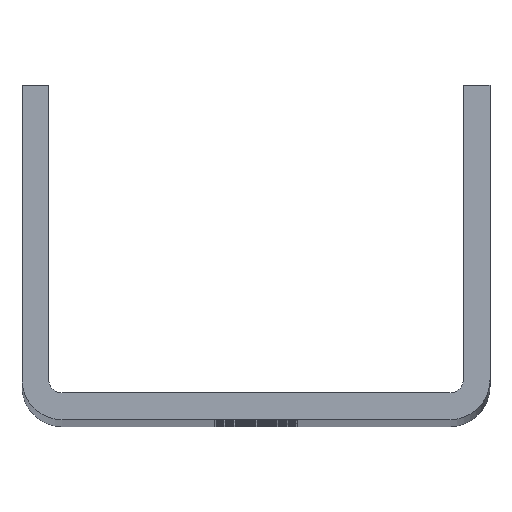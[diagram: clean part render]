
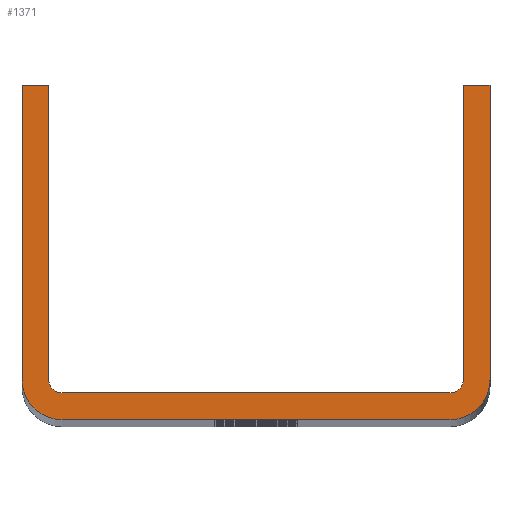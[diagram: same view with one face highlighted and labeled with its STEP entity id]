
A CAD part, top view. The second image highlights one B-rep face of the part: STEP entity #1371.
In plain terms, the highlighted planar face has unit normal (0, 0, 1).
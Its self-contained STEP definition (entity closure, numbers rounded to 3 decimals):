
#259 = EDGE_CURVE ( 'NONE', #6658, #6622, #4900, .T. ) ;
#281 = AXIS2_PLACEMENT_3D ( 'NONE', #4579, #6213, #2025 ) ;
#303 = ORIENTED_EDGE ( 'NONE', *, *, #4478, .F. ) ;
#402 = CARTESIAN_POINT ( 'NONE',  ( 31., 50., 600. ) ) ;
#550 = CARTESIAN_POINT ( 'NONE',  ( -29., 6., 600. ) ) ;
#568 = LINE ( 'NONE', #5355, #812 ) ;
#574 = ORIENTED_EDGE ( 'NONE', *, *, #5065, .F. ) ;
#617 = AXIS2_PLACEMENT_3D ( 'NONE', #1438, #3552, #3042 ) ;
#650 = ORIENTED_EDGE ( 'NONE', *, *, #259, .T. ) ;
#676 = EDGE_CURVE ( 'NONE', #3943, #4749, #4048, .T. ) ;
#812 = VECTOR ( 'NONE', #4810, 1000. ) ;
#906 = AXIS2_PLACEMENT_3D ( 'NONE', #550, #3194, #6316 ) ;
#1028 = DIRECTION ( 'NONE',  ( 1., 0., 0. ) ) ;
#1034 = CARTESIAN_POINT ( 'NONE',  ( -29., 4., 600. ) ) ;
#1120 = VERTEX_POINT ( 'NONE', #4770 ) ;
#1242 = CIRCLE ( 'NONE', #906, 2. ) ;
#1260 = ORIENTED_EDGE ( 'NONE', *, *, #4062, .T. ) ;
#1371 = ADVANCED_FACE ( 'NONE', ( #2093 ), #4127, .T. ) ;
#1420 = DIRECTION ( 'NONE',  ( 0., -1., 0. ) ) ;
#1438 = CARTESIAN_POINT ( 'NONE',  ( -29., 6., 600. ) ) ;
#1506 = DIRECTION ( 'NONE',  ( 1., 0., 0. ) ) ;
#1566 = LINE ( 'NONE', #4239, #3504 ) ;
#1597 = DIRECTION ( 'NONE',  ( 0., 1., 0. ) ) ;
#1806 = ORIENTED_EDGE ( 'NONE', *, *, #1853, .T. ) ;
#1853 = EDGE_CURVE ( 'NONE', #6134, #6658, #4771, .T. ) ;
#1876 = ORIENTED_EDGE ( 'NONE', *, *, #676, .F. ) ;
#1919 = CARTESIAN_POINT ( 'NONE',  ( 29., 0., 600. ) ) ;
#1929 = CARTESIAN_POINT ( 'NONE',  ( -35., 6., 600. ) ) ;
#2025 = DIRECTION ( 'NONE',  ( 1., 0., 0. ) ) ;
#2093 = FACE_OUTER_BOUND ( 'NONE', #5631, .T. ) ;
#2205 = EDGE_CURVE ( 'NONE', #1120, #3943, #1566, .T. ) ;
#2272 = CARTESIAN_POINT ( 'NONE',  ( -29., 0., 600. ) ) ;
#2451 = ORIENTED_EDGE ( 'NONE', *, *, #4242, .F. ) ;
#2455 = CIRCLE ( 'NONE', #6261, 6. ) ;
#2608 = CARTESIAN_POINT ( 'NONE',  ( -29., 4., 600. ) ) ;
#2683 = DIRECTION ( 'NONE',  ( 1., 0., 0. ) ) ;
#2954 = CIRCLE ( 'NONE', #5786, 2. ) ;
#3035 = VERTEX_POINT ( 'NONE', #1034 ) ;
#3042 = DIRECTION ( 'NONE',  ( 1., 0., 0. ) ) ;
#3134 = LINE ( 'NONE', #6226, #4959 ) ;
#3155 = CARTESIAN_POINT ( 'NONE',  ( -29., 0., 600. ) ) ;
#3194 = DIRECTION ( 'NONE',  ( 0., 0., 1. ) ) ;
#3328 = VECTOR ( 'NONE', #6680, 1000. ) ;
#3367 = CARTESIAN_POINT ( 'NONE',  ( -31., 6., 600. ) ) ;
#3389 = EDGE_CURVE ( 'NONE', #6475, #6134, #4442, .T. ) ;
#3447 = VERTEX_POINT ( 'NONE', #3497 ) ;
#3496 = DIRECTION ( 'NONE',  ( 1., 0., 0. ) ) ;
#3497 = CARTESIAN_POINT ( 'NONE',  ( 29., 4., 600. ) ) ;
#3504 = VECTOR ( 'NONE', #1597, 1000. ) ;
#3552 = DIRECTION ( 'NONE',  ( 0., 0., 1. ) ) ;
#3624 = LINE ( 'NONE', #5704, #5890 ) ;
#3632 = VECTOR ( 'NONE', #1420, 1000. ) ;
#3699 = EDGE_CURVE ( 'NONE', #5658, #3035, #1242, .T. ) ;
#3778 = CARTESIAN_POINT ( 'NONE',  ( 35., 6., 600. ) ) ;
#3943 = VERTEX_POINT ( 'NONE', #402 ) ;
#4048 = LINE ( 'NONE', #4609, #3328 ) ;
#4062 = EDGE_CURVE ( 'NONE', #4282, #4749, #3134, .T. ) ;
#4104 = EDGE_CURVE ( 'NONE', #6622, #4282, #2455, .T. ) ;
#4127 = PLANE ( 'NONE',  #281 ) ;
#4239 = CARTESIAN_POINT ( 'NONE',  ( 31., 6., 600. ) ) ;
#4242 = EDGE_CURVE ( 'NONE', #6204, #5658, #568, .T. ) ;
#4282 = VERTEX_POINT ( 'NONE', #3778 ) ;
#4306 = VECTOR ( 'NONE', #2683, 1000. ) ;
#4308 = CARTESIAN_POINT ( 'NONE',  ( 29., 6., 600. ) ) ;
#4434 = CARTESIAN_POINT ( 'NONE',  ( -35., 50., 600. ) ) ;
#4442 = LINE ( 'NONE', #6518, #3632 ) ;
#4478 = EDGE_CURVE ( 'NONE', #3447, #1120, #2954, .T. ) ;
#4579 = CARTESIAN_POINT ( 'NONE',  ( 29., 6., 600. ) ) ;
#4609 = CARTESIAN_POINT ( 'NONE',  ( 31., 50., 600. ) ) ;
#4749 = VERTEX_POINT ( 'NONE', #5848 ) ;
#4770 = CARTESIAN_POINT ( 'NONE',  ( 31., 6., 600. ) ) ;
#4771 = CIRCLE ( 'NONE', #617, 6. ) ;
#4810 = DIRECTION ( 'NONE',  ( 0., -1., 0. ) ) ;
#4900 = LINE ( 'NONE', #2272, #4306 ) ;
#4939 = EDGE_CURVE ( 'NONE', #3035, #3447, #5598, .T. ) ;
#4956 = ORIENTED_EDGE ( 'NONE', *, *, #4104, .T. ) ;
#4959 = VECTOR ( 'NONE', #5220, 1000. ) ;
#5065 = EDGE_CURVE ( 'NONE', #6475, #6204, #3624, .T. ) ;
#5201 = DIRECTION ( 'NONE',  ( 1., 0., 0. ) ) ;
#5206 = ORIENTED_EDGE ( 'NONE', *, *, #4939, .F. ) ;
#5220 = DIRECTION ( 'NONE',  ( 0., 1., 0. ) ) ;
#5355 = CARTESIAN_POINT ( 'NONE',  ( -31., 50., 600. ) ) ;
#5598 = LINE ( 'NONE', #2608, #5788 ) ;
#5631 = EDGE_LOOP ( 'NONE', ( #1260, #1876, #6387, #303, #5206, #6637, #2451, #574, #6638, #1806, #650, #4956 ) ) ;
#5658 = VERTEX_POINT ( 'NONE', #3367 ) ;
#5704 = CARTESIAN_POINT ( 'NONE',  ( -35., 50., 600. ) ) ;
#5786 = AXIS2_PLACEMENT_3D ( 'NONE', #6625, #6083, #3496 ) ;
#5788 = VECTOR ( 'NONE', #1028, 1000. ) ;
#5848 = CARTESIAN_POINT ( 'NONE',  ( 35., 50., 600. ) ) ;
#5890 = VECTOR ( 'NONE', #5201, 1000. ) ;
#6083 = DIRECTION ( 'NONE',  ( 0., 0., 1. ) ) ;
#6134 = VERTEX_POINT ( 'NONE', #1929 ) ;
#6204 = VERTEX_POINT ( 'NONE', #6697 ) ;
#6213 = DIRECTION ( 'NONE',  ( 0., 0., 1. ) ) ;
#6226 = CARTESIAN_POINT ( 'NONE',  ( 35., 6., 600. ) ) ;
#6261 = AXIS2_PLACEMENT_3D ( 'NONE', #4308, #6393, #1506 ) ;
#6316 = DIRECTION ( 'NONE',  ( 1., 0., 0. ) ) ;
#6387 = ORIENTED_EDGE ( 'NONE', *, *, #2205, .F. ) ;
#6393 = DIRECTION ( 'NONE',  ( 0., 0., 1. ) ) ;
#6475 = VERTEX_POINT ( 'NONE', #4434 ) ;
#6518 = CARTESIAN_POINT ( 'NONE',  ( -35., 50., 600. ) ) ;
#6622 = VERTEX_POINT ( 'NONE', #1919 ) ;
#6625 = CARTESIAN_POINT ( 'NONE',  ( 29., 6., 600. ) ) ;
#6637 = ORIENTED_EDGE ( 'NONE', *, *, #3699, .F. ) ;
#6638 = ORIENTED_EDGE ( 'NONE', *, *, #3389, .T. ) ;
#6658 = VERTEX_POINT ( 'NONE', #3155 ) ;
#6680 = DIRECTION ( 'NONE',  ( 1., 0., 0. ) ) ;
#6697 = CARTESIAN_POINT ( 'NONE',  ( -31., 50., 600. ) ) ;
